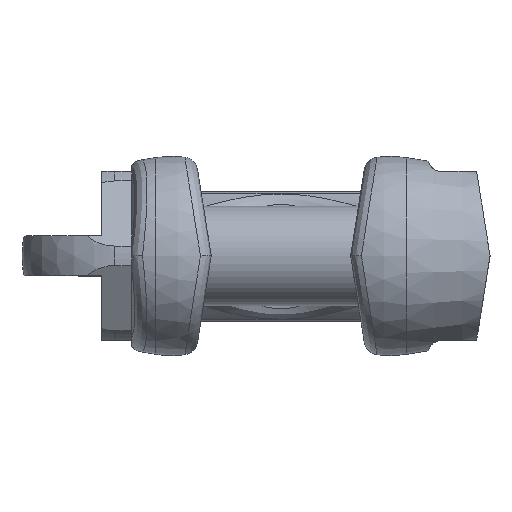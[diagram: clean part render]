
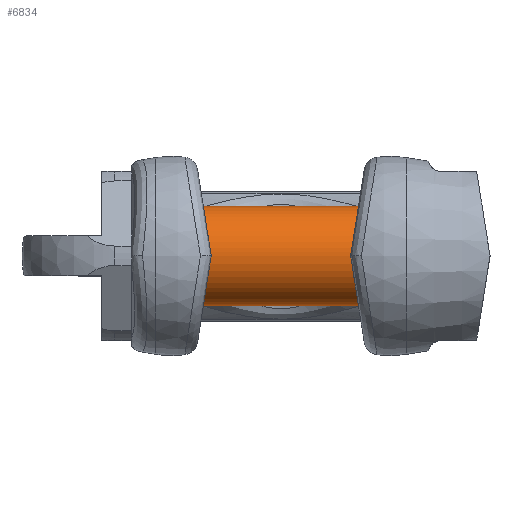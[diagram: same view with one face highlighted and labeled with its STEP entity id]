
A CAD part, top view. The second image highlights one B-rep face of the part: STEP entity #6834.
In plain terms, the highlighted cylindrical face has radius 5 mm (diameter 10 mm), a partial arc.
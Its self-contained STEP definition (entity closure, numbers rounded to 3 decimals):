
#10=CARTESIAN_POINT('',(-7.792,5.,0.));
#12=CARTESIAN_POINT('',(-7.792,5.,0.));
#13=CARTESIAN_POINT('',(-7.792,5.,0.419));
#14=CARTESIAN_POINT('',(-7.776,4.9,1.157));
#15=CARTESIAN_POINT('',(-7.708,4.468,2.396));
#16=CARTESIAN_POINT('',(-7.57,3.599,3.613));
#17=CARTESIAN_POINT('',(-7.377,2.381,4.475));
#18=CARTESIAN_POINT('',(-7.182,1.146,4.903));
#19=CARTESIAN_POINT('',(-7.066,0.414,5.));
#20=CARTESIAN_POINT('',(-7.,0.,5.));
#30=DIRECTION('',(1.,0.,0.));
#31=VECTOR('',#30,15.584);
#32=CARTESIAN_POINT('',(-7.792,-5.,0.));
#33=LINE('',#32,#31);
#42=CARTESIAN_POINT('',(7.792,5.,0.));
#56=CARTESIAN_POINT('',(7.792,5.,0.));
#57=CARTESIAN_POINT('',(7.792,5.,0.419));
#58=CARTESIAN_POINT('',(7.776,4.9,1.157));
#59=CARTESIAN_POINT('',(7.708,4.468,2.396));
#60=CARTESIAN_POINT('',(7.57,3.599,3.613));
#61=CARTESIAN_POINT('',(7.377,2.381,4.475));
#62=CARTESIAN_POINT('',(7.182,1.146,4.903));
#63=CARTESIAN_POINT('',(7.066,0.414,5.));
#64=CARTESIAN_POINT('',(7.,0.,5.));
#66=CARTESIAN_POINT('',(7.792,-5.,0.));
#76=CARTESIAN_POINT('',(7.,0.,5.));
#77=CARTESIAN_POINT('',(7.066,-0.414,5.));
#78=CARTESIAN_POINT('',(7.182,-1.146,4.903));
#79=CARTESIAN_POINT('',(7.377,-2.381,4.475));
#80=CARTESIAN_POINT('',(7.57,-3.599,3.613));
#81=CARTESIAN_POINT('',(7.708,-4.468,2.396));
#82=CARTESIAN_POINT('',(7.776,-4.9,1.157));
#83=CARTESIAN_POINT('',(7.792,-5.,0.419));
#84=CARTESIAN_POINT('',(7.792,-5.,0.));
#90=DIRECTION('',(1.,0.,0.));
#91=VECTOR('',#90,15.584);
#92=CARTESIAN_POINT('',(-7.792,5.,0.));
#93=LINE('',#92,#91);
#94=CARTESIAN_POINT('',(-7.792,-5.,0.));
#104=CARTESIAN_POINT('',(-7.,0.,5.));
#105=CARTESIAN_POINT('',(-7.066,-0.414,5.));
#106=CARTESIAN_POINT('',(-7.182,-1.146,4.903));
#107=CARTESIAN_POINT('',(-7.377,-2.381,4.475));
#108=CARTESIAN_POINT('',(-7.57,-3.599,3.613));
#109=CARTESIAN_POINT('',(-7.708,-4.468,2.396));
#110=CARTESIAN_POINT('',(-7.776,-4.9,1.157));
#111=CARTESIAN_POINT('',(-7.792,-5.,0.419));
#112=CARTESIAN_POINT('',(-7.792,-5.,0.));
#6307=VERTEX_POINT('',#42);
#6308=VERTEX_POINT('',#64);
#6310=VERTEX_POINT('',#10);
#6311=VERTEX_POINT('',#20);
#6312=VERTEX_POINT('',#66);
#6313=VERTEX_POINT('',#94);
#6820=CARTESIAN_POINT('',(-9.,0.,0.));
#6821=DIRECTION('',(1.,0.,0.));
#6822=DIRECTION('',(0.,-1.,0.));
#6823=AXIS2_PLACEMENT_3D('',#6820,#6821,#6822);
#6824=CYLINDRICAL_SURFACE('',#6823,5.);
#6825=ORIENTED_EDGE('',*,*,#6790,.T.);
#6826=ORIENTED_EDGE('',*,*,#6801,.T.);
#6827=ORIENTED_EDGE('',*,*,#6761,.F.);
#6829=ORIENTED_EDGE('',*,*,#6828,.F.);
#6830=ORIENTED_EDGE('',*,*,#6730,.F.);
#6831=ORIENTED_EDGE('',*,*,#6756,.T.);
#6832=EDGE_LOOP('',(#6825,#6826,#6827,#6829,#6830,#6831));
#6833=FACE_OUTER_BOUND('',#6832,.F.);
#6834=ADVANCED_FACE('',(#6833),#6824,.T.);
#21=B_SPLINE_CURVE_WITH_KNOTS('',3,(#12,#13,#14,#15,#16,#17,#18,#19,#20),
.UNSPECIFIED.,.F.,.F.,(4,1,1,1,1,1,4),(0.,0.125,0.25,0.5,0.75,0.875,
1.),.UNSPECIFIED.);
#65=B_SPLINE_CURVE_WITH_KNOTS('',3,(#56,#57,#58,#59,#60,#61,#62,#63,#64),
.UNSPECIFIED.,.F.,.F.,(4,1,1,1,1,1,4),(0.,0.125,0.25,0.5,0.75,0.875,
1.),.UNSPECIFIED.);
#85=B_SPLINE_CURVE_WITH_KNOTS('',3,(#76,#77,#78,#79,#80,#81,#82,#83,#84),
.UNSPECIFIED.,.F.,.F.,(4,1,1,1,1,1,4),(0.,0.125,0.25,0.5,0.75,0.875,
1.),.UNSPECIFIED.);
#113=B_SPLINE_CURVE_WITH_KNOTS('',3,(#104,#105,#106,#107,#108,#109,#110,#111,
#112),.UNSPECIFIED.,.F.,.F.,(4,1,1,1,1,1,4),(0.,0.125,0.25,0.5,0.75,
0.875,1.),.UNSPECIFIED.);
#6730=EDGE_CURVE('',#6310,#6311,#21,.T.);
#6756=EDGE_CURVE('',#6310,#6307,#93,.T.);
#6761=EDGE_CURVE('',#6313,#6312,#33,.T.);
#6790=EDGE_CURVE('',#6307,#6308,#65,.T.);
#6801=EDGE_CURVE('',#6308,#6312,#85,.T.);
#6828=EDGE_CURVE('',#6311,#6313,#113,.T.);
